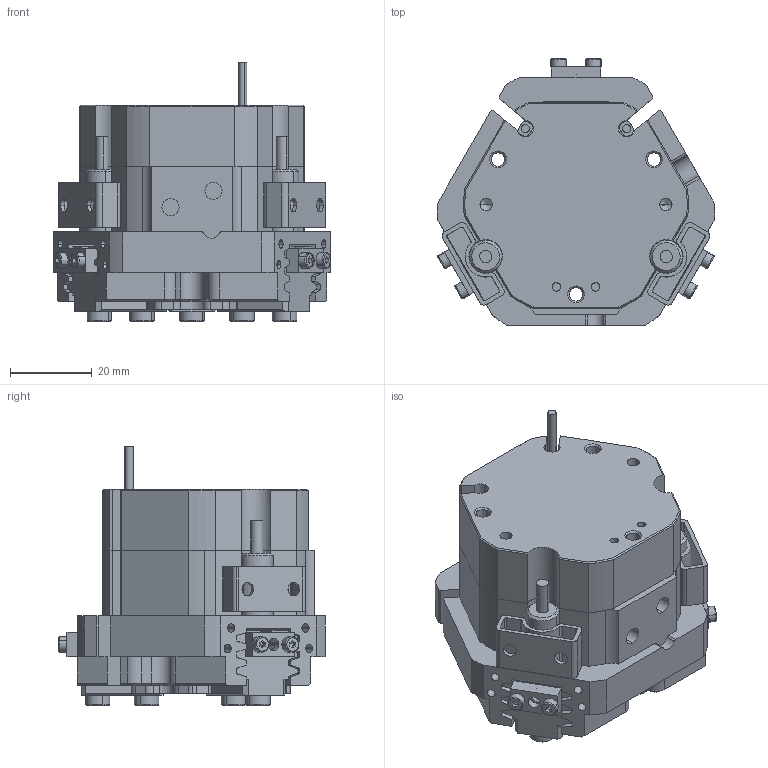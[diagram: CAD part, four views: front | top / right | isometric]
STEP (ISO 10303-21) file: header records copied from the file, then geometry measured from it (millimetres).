
FILE_DESCRIPTION (( 'STEP AP203' ), '1' );
FILE_NAME ('FZ34-68-NO.STEP', '2025-01-14T09:05:22', ( 'USER-' ), ( 'Microsoft' ), 'SwSTEP 2.0', 'SolidWorks 2018', '' );
FILE_SCHEMA (( 'CONFIG_CONTROL_DESIGN' ));
Length unit declared in the file: millimetre
Products named in the file (14): 揤輸蚾饜极; 16x8-R1.5; 埴翐芛_GB_FASTENER_SCREWS_HSHCS M2X8-N; FZ34-68; FZ34-68-NO; 揤輸杅耀.sldasm-Part-9; TZT34-68-M-02 喘倛賑輸; ﾏ擎ﾗ6｡ﾁ4｡ﾁ5; TZT34-68-M-01 褲极; 棠羲換覜ん; TZT34-68-M-06 笢猾啣; TZT34-68-NC-22 晊扥极; 20241021-M3 換覜ん揤輸蛌; 8x18諉輪羲壽
Assembly tree (26 placements, depth 4):
  FZ34-68-NO
    FZ34-68
      TZT34-68-M-01 褲极
      TZT34-68-M-02 喘倛賑輸  x3
      TZT34-68-M-06 笢猾啣
      8x18諉輪羲壽  x2
      20241021-M3 換覜ん揤輸蛌  x2
      16x8-R1.5
      揤輸蚾饜极  x3
        揤輸杅耀.sldasm-Part-9
        埴翐芛_GB_FASTENER_SCREWS_HSHCS M2X8-N
      棠羲換覜ん  x2
      ﾏ擎ﾗ6｡ﾁ4｡ﾁ5  x6
    TZT34-68-NC-22 晊扥极
Bounding box: 68 x 65.17 x 63.47 mm (x, y, z)
Volume: 113302.5 mm3; surface area: 47170.9 mm2
Topology: 28 solids, 30 shells, 1652 faces, 4289 edges, 2723 vertices
Faces by surface type: plane 803, cylinder 468, cone 214, bspline 155, torus 12
Entity records: 43685 total; most frequent: CARTESIAN_POINT 12903, ORIENTED_EDGE 6210, DIRECTION 5649, EDGE_CURVE 3105, VERTEX_POINT 2022, VECTOR 2009, LINE 2009, AXIS2_PLACEMENT_3D 1820
